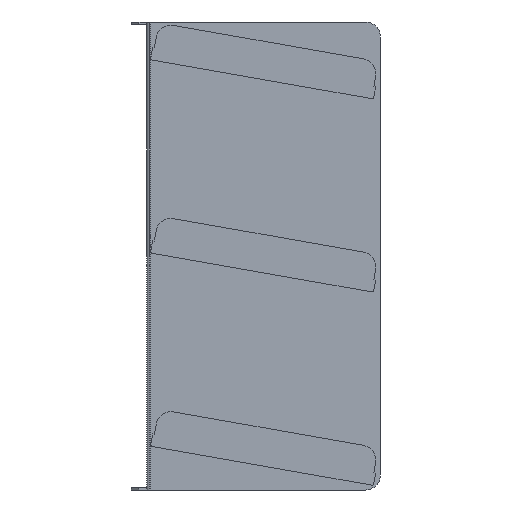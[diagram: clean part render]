
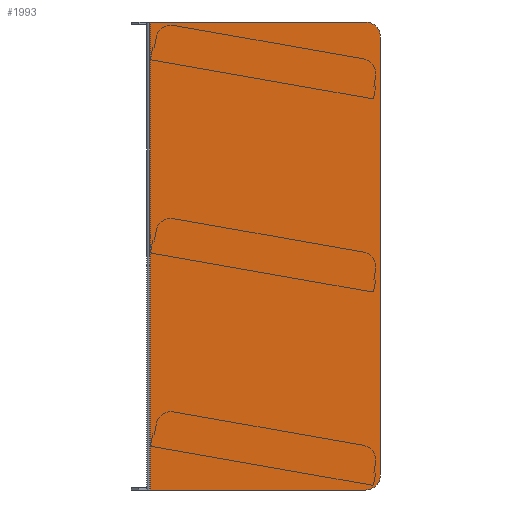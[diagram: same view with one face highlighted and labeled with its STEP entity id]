
A CAD part, left-side view. The second image highlights one B-rep face of the part: STEP entity #1993.
In plain terms, the highlighted planar face has unit normal (-1, 0, 0).
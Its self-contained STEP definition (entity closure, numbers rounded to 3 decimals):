
#69=CIRCLE('',#2134,10.);
#78=CIRCLE('',#2149,10.);
#223=FACE_OUTER_BOUND('',#335,.T.);
#335=EDGE_LOOP('',(#1787,#1788,#1789,#1790,#1791,#1792));
#501=LINE('',#3156,#723);
#516=LINE('',#3195,#738);
#556=LINE('',#3297,#778);
#560=LINE('',#3311,#782);
#723=VECTOR('',#2584,1.);
#738=VECTOR('',#2615,1.);
#778=VECTOR('',#2717,1.);
#782=VECTOR('',#2737,1.);
#914=VERTEX_POINT('',#3146);
#915=VERTEX_POINT('',#3148);
#917=VERTEX_POINT('',#3154);
#932=VERTEX_POINT('',#3192);
#933=VERTEX_POINT('',#3194);
#964=VERTEX_POINT('',#3295);
#1166=EDGE_CURVE('',#914,#915,#69,.T.);
#1170=EDGE_CURVE('',#914,#917,#501,.T.);
#1189=EDGE_CURVE('',#933,#932,#516,.T.);
#1196=EDGE_CURVE('',#933,#917,#78,.T.);
#1241=EDGE_CURVE('',#964,#932,#556,.T.);
#1248=EDGE_CURVE('',#964,#915,#560,.T.);
#1787=ORIENTED_EDGE('',*,*,#1166,.F.);
#1788=ORIENTED_EDGE('',*,*,#1170,.T.);
#1789=ORIENTED_EDGE('',*,*,#1196,.F.);
#1790=ORIENTED_EDGE('',*,*,#1189,.T.);
#1791=ORIENTED_EDGE('',*,*,#1241,.F.);
#1792=ORIENTED_EDGE('',*,*,#1248,.T.);
#1887=PLANE('',#2182);
#1993=ADVANCED_FACE('',(#223),#1887,.T.);
#2134=AXIS2_PLACEMENT_3D('',#3149,#2577,#2578);
#2149=AXIS2_PLACEMENT_3D('',#3207,#2628,#2629);
#2182=AXIS2_PLACEMENT_3D('',#3310,#2735,#2736);
#2577=DIRECTION('center_axis',(1.,0.,0.));
#2578=DIRECTION('ref_axis',(0.,-0.707,-0.707));
#2584=DIRECTION('',(0.,0.,1.));
#2615=DIRECTION('',(0.,1.,0.));
#2628=DIRECTION('center_axis',(1.,0.,0.));
#2629=DIRECTION('ref_axis',(0.,-0.707,0.707));
#2717=DIRECTION('',(0.,0.,1.));
#2735=DIRECTION('center_axis',(-1.,0.,0.));
#2736=DIRECTION('ref_axis',(0.,0.,1.));
#2737=DIRECTION('',(0.,-1.,0.));
#3146=CARTESIAN_POINT('',(-216.,-165.,-300.));
#3148=CARTESIAN_POINT('',(-216.,-155.,-310.));
#3149=CARTESIAN_POINT('Origin',(-216.,-155.,-300.));
#3154=CARTESIAN_POINT('',(-216.,-165.,-10.));
#3156=CARTESIAN_POINT('',(-216.,-165.,-310.));
#3192=CARTESIAN_POINT('',(-216.,-12.,0.));
#3194=CARTESIAN_POINT('',(-216.,-155.,0.));
#3195=CARTESIAN_POINT('',(-216.,-12.,0.));
#3207=CARTESIAN_POINT('Origin',(-216.,-155.,-10.));
#3295=CARTESIAN_POINT('',(-216.,-12.,-310.));
#3297=CARTESIAN_POINT('',(-216.,-12.,-310.));
#3310=CARTESIAN_POINT('Origin',(-216.,-165.,-310.));
#3311=CARTESIAN_POINT('',(-216.,-12.,-310.));
